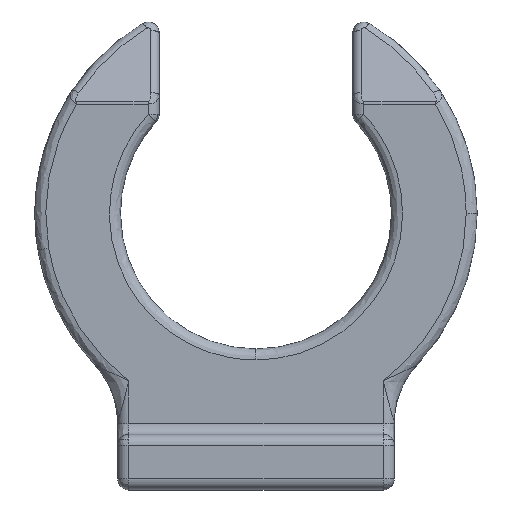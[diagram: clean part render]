
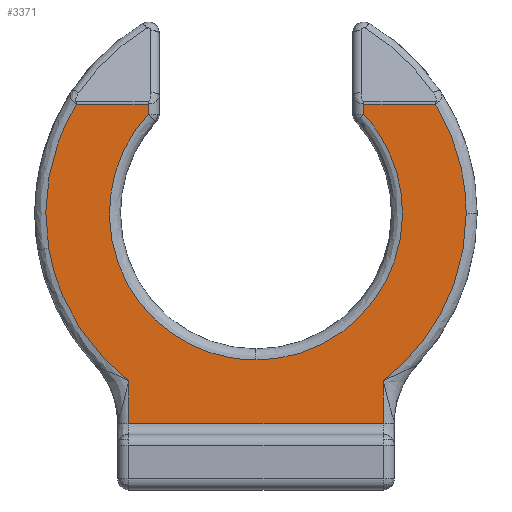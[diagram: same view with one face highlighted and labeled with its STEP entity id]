
A CAD part, top view. The second image highlights one B-rep face of the part: STEP entity #3371.
In plain terms, the highlighted planar face has unit normal (0, 0, 1).
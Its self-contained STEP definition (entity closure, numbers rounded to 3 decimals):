
#14 = CARTESIAN_POINT ( 'NONE',  ( -3.245, 1.977, 1. ) ) ;
#16 = EDGE_CURVE ( 'NONE', #3320, #2053, #3169, .T. ) ;
#37 = VERTEX_POINT ( 'NONE', #1261 ) ;
#111 = CARTESIAN_POINT ( 'NONE',  ( -3.245, 1.977, 1. ) ) ;
#123 = DIRECTION ( 'NONE',  ( 1., 0., 0. ) ) ;
#173 = CARTESIAN_POINT ( 'NONE',  ( 3.772, -0.186, 1. ) ) ;
#247 = VECTOR ( 'NONE', #2892, 1000. ) ;
#253 = ORIENTED_EDGE ( 'NONE', *, *, #3253, .T. ) ;
#273 = CARTESIAN_POINT ( 'NONE',  ( -3.9, 0.282, 1. ) ) ;
#385 = CARTESIAN_POINT ( 'NONE',  ( -1.95, 1.794, 1. ) ) ;
#453 = ORIENTED_EDGE ( 'NONE', *, *, #1803, .T. ) ;
#463 = CARTESIAN_POINT ( 'NONE',  ( -2.691, -2.65, 1. ) ) ;
#469 = CARTESIAN_POINT ( 'NONE',  ( 0., -2.65, 1. ) ) ;
#554 = AXIS2_PLACEMENT_3D ( 'NONE', #2195, #2755, #123 ) ;
#609 = VERTEX_POINT ( 'NONE', #1589 ) ;
#658 = CARTESIAN_POINT ( 'NONE',  ( 0., 1.977, 1. ) ) ;
#671 = CARTESIAN_POINT ( 'NONE',  ( -3.726, 1.189, 1. ) ) ;
#680 =( BOUNDED_CURVE ( )  B_SPLINE_CURVE ( 3, ( #1385, #3430, #1668, #3508 ),
 .UNSPECIFIED., .F., .T. ) 
 B_SPLINE_CURVE_WITH_KNOTS ( ( 4, 4 ),
 ( 0., 0.514 ),
 .UNSPECIFIED. ) 
 CURVE ( )  GEOMETRIC_REPRESENTATION_ITEM ( )  RATIONAL_B_SPLINE_CURVE ( ( 1., 0.953, 0.953, 1. ) ) 
 REPRESENTATION_ITEM ( '' )  );
#704 = ORIENTED_EDGE ( 'NONE', *, *, #827, .F. ) ;
#726 = CARTESIAN_POINT ( 'NONE',  ( 0., 1.977, 1. ) ) ;
#779 = CARTESIAN_POINT ( 'NONE',  ( 1.95, 1.794, 1. ) ) ;
#827 = EDGE_CURVE ( 'NONE', #3407, #3139, #680, .T. ) ;
#833 = CARTESIAN_POINT ( 'NONE',  ( -3.748, -0.629, 1. ) ) ;
#948 = LINE ( 'NONE', #658, #983 ) ;
#952 = VERTEX_POINT ( 'NONE', #385 ) ;
#979 = CARTESIAN_POINT ( 'NONE',  ( -3.772, -0.186, 1. ) ) ;
#983 = VECTOR ( 'NONE', #1194, 1000. ) ;
#1026 = CARTESIAN_POINT ( 'NONE',  ( 3.8, 0.702, 1. ) ) ;
#1075 = PLANE ( 'NONE',  #554 ) ;
#1109 = DIRECTION ( 'NONE',  ( 0., 1., 0. ) ) ;
#1111 = VECTOR ( 'NONE', #3383, 1000. ) ;
#1125 = LINE ( 'NONE', #3196, #3367 ) ;
#1133 = CARTESIAN_POINT ( 'NONE',  ( 3.8, 0., 1. ) ) ;
#1152 = VERTEX_POINT ( 'NONE', #3353 ) ;
#1194 = DIRECTION ( 'NONE',  ( -1., 0., 0. ) ) ;
#1261 = CARTESIAN_POINT ( 'NONE',  ( 2.3, -3.025, 1. ) ) ;
#1265 = CARTESIAN_POINT ( 'NONE',  ( 0., -3.8, 1. ) ) ;
#1323 =( BOUNDED_CURVE ( )  B_SPLINE_CURVE ( 3, ( #1926, #3057, #1605, #2714 ),
 .UNSPECIFIED., .F., .T. ) 
 B_SPLINE_CURVE_WITH_KNOTS ( ( 4, 4 ),
 ( 0.373, 1. ),
 .UNSPECIFIED. ) 
 CURVE ( )  GEOMETRIC_REPRESENTATION_ITEM ( )  RATIONAL_B_SPLINE_CURVE ( ( 1., 0.931, 0.931, 1. ) ) 
 REPRESENTATION_ITEM ( '' )  );
#1361 = DIRECTION ( 'NONE',  ( 0., -1., 0. ) ) ;
#1382 = CARTESIAN_POINT ( 'NONE',  ( 1.95, 1.794, 1. ) ) ;
#1385 = CARTESIAN_POINT ( 'NONE',  ( -2.3, -3.025, 1. ) ) ;
#1392 = LINE ( 'NONE', #1698, #2818 ) ;
#1429 = EDGE_CURVE ( 'NONE', #2035, #37, #1323, .T. ) ;
#1445 =( BOUNDED_CURVE ( )  B_SPLINE_CURVE ( 3, ( #3313, #273, #671, #14 ),
 .UNSPECIFIED., .F., .T. ) 
 B_SPLINE_CURVE_WITH_KNOTS ( ( 4, 4 ),
 ( 0.514, 1. ),
 .UNSPECIFIED. ) 
 CURVE ( )  GEOMETRIC_REPRESENTATION_ITEM ( )  RATIONAL_B_SPLINE_CURVE ( ( 1., 0.958, 0.958, 1. ) ) 
 REPRESENTATION_ITEM ( '' )  );
#1521 = EDGE_CURVE ( 'NONE', #3407, #1932, #1392, .T. ) ;
#1589 = CARTESIAN_POINT ( 'NONE',  ( 1.95, 1.977, 1. ) ) ;
#1605 = CARTESIAN_POINT ( 'NONE',  ( 3.263, -2.293, 1. ) ) ;
#1633 = CARTESIAN_POINT ( 'NONE',  ( 2.691, -2.65, 1. ) ) ;
#1651 = ORIENTED_EDGE ( 'NONE', *, *, #1429, .F. ) ;
#1668 = CARTESIAN_POINT ( 'NONE',  ( -3.586, -1.594, 1. ) ) ;
#1698 = CARTESIAN_POINT ( 'NONE',  ( -2.3, -0.243, 1. ) ) ;
#1753 = LINE ( 'NONE', #1769, #1959 ) ;
#1769 = CARTESIAN_POINT ( 'NONE',  ( -1.95, 0.736, 1. ) ) ;
#1803 = EDGE_CURVE ( 'NONE', #2492, #609, #948, .T. ) ;
#1821 = ORIENTED_EDGE ( 'NONE', *, *, #16, .F. ) ;
#1918 = EDGE_CURVE ( 'NONE', #952, #3320, #2640, .T. ) ;
#1923 = CARTESIAN_POINT ( 'NONE',  ( 3.245, 1.977, 1. ) ) ;
#1926 = CARTESIAN_POINT ( 'NONE',  ( 3.8, 0., 1. ) ) ;
#1932 = VERTEX_POINT ( 'NONE', #3354 ) ;
#1959 = VECTOR ( 'NONE', #2937, 1000. ) ;
#2035 = VERTEX_POINT ( 'NONE', #1133 ) ;
#2053 = VERTEX_POINT ( 'NONE', #1382 ) ;
#2157 = CARTESIAN_POINT ( 'NONE',  ( 0., -2.65, 1. ) ) ;
#2171 = CARTESIAN_POINT ( 'NONE',  ( 3.8, 0., 1. ) ) ;
#2179 = CARTESIAN_POINT ( 'NONE',  ( 0., -2.65, 1. ) ) ;
#2181 = ORIENTED_EDGE ( 'NONE', *, *, #2572, .F. ) ;
#2195 = CARTESIAN_POINT ( 'NONE',  ( 0., -0.243, 1. ) ) ;
#2298 = CARTESIAN_POINT ( 'NONE',  ( 2.3, -3.8, 1. ) ) ;
#2332 = CARTESIAN_POINT ( 'NONE',  ( -2.3, -3.025, 1. ) ) ;
#2403 = CARTESIAN_POINT ( 'NONE',  ( 3.245, 1.977, 1. ) ) ;
#2430 = CARTESIAN_POINT ( 'NONE',  ( -1.95, 1.794, 1. ) ) ;
#2453 = ORIENTED_EDGE ( 'NONE', *, *, #3460, .T. ) ;
#2492 = VERTEX_POINT ( 'NONE', #2403 ) ;
#2531 = EDGE_CURVE ( 'NONE', #1152, #2849, #3327, .T. ) ;
#2572 = EDGE_CURVE ( 'NONE', #2492, #2035, #3694, .T. ) ;
#2580 = EDGE_LOOP ( 'NONE', ( #2651, #2589, #2726, #2989, #704, #3008, #253, #2453, #1651, #2181, #453, #2973, #1821 ) ) ;
#2589 = ORIENTED_EDGE ( 'NONE', *, *, #2739, .F. ) ;
#2640 =( BOUNDED_CURVE ( )  B_SPLINE_CURVE ( 3, ( #2430, #979, #463, #2179 ),
 .UNSPECIFIED., .F., .T. ) 
 B_SPLINE_CURVE_WITH_KNOTS ( ( 4, 4 ),
 ( 0., 0.5 ),
 .UNSPECIFIED. ) 
 CURVE ( )  GEOMETRIC_REPRESENTATION_ITEM ( )  RATIONAL_B_SPLINE_CURVE ( ( 1., 0.601, 0.601, 1. ) ) 
 REPRESENTATION_ITEM ( '' )  );
#2651 = ORIENTED_EDGE ( 'NONE', *, *, #1918, .F. ) ;
#2714 = CARTESIAN_POINT ( 'NONE',  ( 2.3, -3.025, 1. ) ) ;
#2726 = ORIENTED_EDGE ( 'NONE', *, *, #2531, .T. ) ;
#2739 = EDGE_CURVE ( 'NONE', #1152, #952, #1753, .T. ) ;
#2755 = DIRECTION ( 'NONE',  ( 0., 0., 1. ) ) ;
#2817 = VECTOR ( 'NONE', #3469, 1000. ) ;
#2818 = VECTOR ( 'NONE', #1361, 1000. ) ;
#2849 = VERTEX_POINT ( 'NONE', #111 ) ;
#2892 = DIRECTION ( 'NONE',  ( 0., 1., 0. ) ) ;
#2937 = DIRECTION ( 'NONE',  ( 0., -1., 0. ) ) ;
#2973 = ORIENTED_EDGE ( 'NONE', *, *, #3718, .F. ) ;
#2989 = ORIENTED_EDGE ( 'NONE', *, *, #3235, .F. ) ;
#3008 = ORIENTED_EDGE ( 'NONE', *, *, #1521, .T. ) ;
#3020 = LINE ( 'NONE', #1265, #2817 ) ;
#3057 = CARTESIAN_POINT ( 'NONE',  ( 3.8, -1.209, 1. ) ) ;
#3080 = FACE_OUTER_BOUND ( 'NONE', #2580, .T. ) ;
#3090 = VERTEX_POINT ( 'NONE', #2298 ) ;
#3139 = VERTEX_POINT ( 'NONE', #833 ) ;
#3143 = LINE ( 'NONE', #3478, #247 ) ;
#3169 =( BOUNDED_CURVE ( )  B_SPLINE_CURVE ( 3, ( #469, #1633, #173, #779 ),
 .UNSPECIFIED., .F., .T. ) 
 B_SPLINE_CURVE_WITH_KNOTS ( ( 4, 4 ),
 ( 0.5, 1. ),
 .UNSPECIFIED. ) 
 CURVE ( )  GEOMETRIC_REPRESENTATION_ITEM ( )  RATIONAL_B_SPLINE_CURVE ( ( 1., 0.601, 0.601, 1. ) ) 
 REPRESENTATION_ITEM ( '' )  );
#3196 = CARTESIAN_POINT ( 'NONE',  ( 1.95, 1.677, 1. ) ) ;
#3235 = EDGE_CURVE ( 'NONE', #3139, #2849, #1445, .T. ) ;
#3253 = EDGE_CURVE ( 'NONE', #1932, #3090, #3020, .T. ) ;
#3313 = CARTESIAN_POINT ( 'NONE',  ( -3.748, -0.629, 1. ) ) ;
#3320 = VERTEX_POINT ( 'NONE', #2157 ) ;
#3327 = LINE ( 'NONE', #726, #1111 ) ;
#3353 = CARTESIAN_POINT ( 'NONE',  ( -1.95, 1.977, 1. ) ) ;
#3354 = CARTESIAN_POINT ( 'NONE',  ( -2.3, -3.8, 1. ) ) ;
#3367 = VECTOR ( 'NONE', #1109, 1000. ) ;
#3371 = ADVANCED_FACE ( 'NONE', ( #3080 ), #1075, .T. ) ;
#3383 = DIRECTION ( 'NONE',  ( -1., 0., 0. ) ) ;
#3407 = VERTEX_POINT ( 'NONE', #2332 ) ;
#3430 = CARTESIAN_POINT ( 'NONE',  ( -3.079, -2.432, 1. ) ) ;
#3460 = EDGE_CURVE ( 'NONE', #3090, #37, #3143, .T. ) ;
#3469 = DIRECTION ( 'NONE',  ( 1., 0., 0. ) ) ;
#3478 = CARTESIAN_POINT ( 'NONE',  ( 2.3, -0.243, 1. ) ) ;
#3508 = CARTESIAN_POINT ( 'NONE',  ( -3.748, -0.629, 1. ) ) ;
#3591 = CARTESIAN_POINT ( 'NONE',  ( 3.61, 1.378, 1. ) ) ;
#3694 =( BOUNDED_CURVE ( )  B_SPLINE_CURVE ( 3, ( #1923, #3591, #1026, #2171 ),
 .UNSPECIFIED., .F., .T. ) 
 B_SPLINE_CURVE_WITH_KNOTS ( ( 4, 4 ),
 ( 0., 0.373 ),
 .UNSPECIFIED. ) 
 CURVE ( )  GEOMETRIC_REPRESENTATION_ITEM ( )  RATIONAL_B_SPLINE_CURVE ( ( 1., 0.975, 0.975, 1. ) ) 
 REPRESENTATION_ITEM ( '' )  );
#3718 = EDGE_CURVE ( 'NONE', #2053, #609, #1125, .T. ) ;
